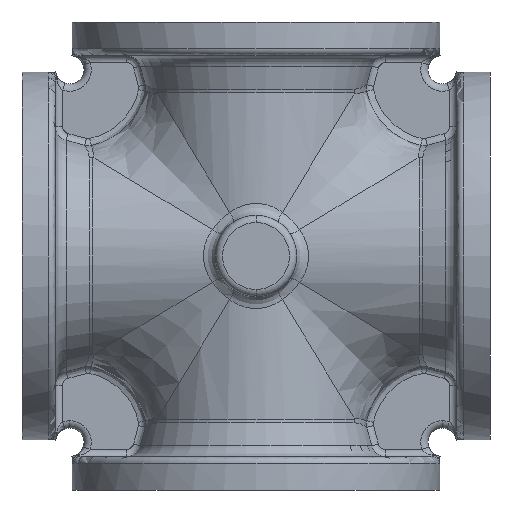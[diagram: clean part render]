
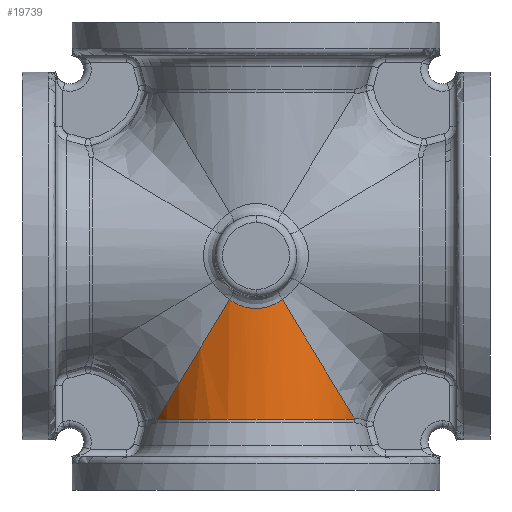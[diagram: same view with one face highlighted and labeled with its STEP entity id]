
A CAD part, front view. The second image highlights one B-rep face of the part: STEP entity #19739.
In plain terms, the highlighted cylindrical face has radius 46 mm (diameter 92 mm), a partial arc.
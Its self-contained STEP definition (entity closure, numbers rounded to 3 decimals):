
#6052 = CARTESIAN_POINT ( 'NONE',  ( 41.329, -20.198, -68.282 ) ) ;
#6154 = CARTESIAN_POINT ( 'NONE',  ( -11.057, -44.651, -18.268 ) ) ;
#6157 = CARTESIAN_POINT ( 'NONE',  ( -41.329, -20.198, -68.282 ) ) ;
#6168 = CARTESIAN_POINT ( 'NONE',  ( 11.057, -44.651, -18.268 ) ) ;
#11301 = CIRCLE ( 'NONE', #18044, 46. ) ;
#11555 = FACE_OUTER_BOUND ( 'NONE', #28422, .T. ) ;
#11556 = CYLINDRICAL_SURFACE ( 'NONE', #18204, 46. ) ;
#17022 = EDGE_CURVE ( 'NONE', #31898, #31906, #17185, .T. ) ;
#17073 = EDGE_CURVE ( 'NONE', #31596, #31933, #17188, .T. ) ;
#17091 = EDGE_CURVE ( 'NONE', #31906, #31596, #11301, .T. ) ;
#17092 = EDGE_CURVE ( 'NONE', #31933, #31898, #23354, .T. ) ;
#17185 =( BOUNDED_CURVE ( )  B_SPLINE_CURVE ( 3, ( #37190, #37205, #37206, #37207 ),
 .UNSPECIFIED., .F., .T. ) 
 B_SPLINE_CURVE_WITH_KNOTS ( ( 4, 4 ),
 ( 1.814, 2.687 ),
 .UNSPECIFIED. ) 
 CURVE ( )  GEOMETRIC_REPRESENTATION_ITEM ( )  RATIONAL_B_SPLINE_CURVE ( ( 1., 0.937, 0.937, 1. ) ) 
 REPRESENTATION_ITEM ( '' )  );
#17188 =( BOUNDED_CURVE ( )  B_SPLINE_CURVE ( 3, ( #37498, #37519, #37520, #37521 ),
 .UNSPECIFIED., .F., .T. ) 
 B_SPLINE_CURVE_WITH_KNOTS ( ( 4, 4 ),
 ( 3.596, 4.47 ),
 .UNSPECIFIED. ) 
 CURVE ( )  GEOMETRIC_REPRESENTATION_ITEM ( )  RATIONAL_B_SPLINE_CURVE ( ( 1., 0.937, 0.937, 1. ) ) 
 REPRESENTATION_ITEM ( '' )  );
#18044 = AXIS2_PLACEMENT_3D ( 'NONE', #37679, #37697, #37698 ) ;
#18204 = AXIS2_PLACEMENT_3D ( 'NONE', #19337, #19336, #19203 ) ;
#19203 = DIRECTION ( 'NONE',  ( 1., 0., 0. ) ) ;
#19336 = DIRECTION ( 'NONE',  ( 0., 0., 1. ) ) ;
#19337 = CARTESIAN_POINT ( 'NONE',  ( 0., 0., -101. ) ) ;
#19739 = ADVANCED_FACE ( 'NONE', ( #11555 ), #11556, .T. ) ;
#23354 = B_SPLINE_CURVE_WITH_KNOTS ( 'NONE', 3,
 ( #37696, #37701, #37702, #37703, #37704, #37705, #37706, #37707, #37708, #37709, #37710, #37711, #37712, #37713, #37714, #37715, #37716, #37717, #37718, #37719, #37720, #37721 ),
 .UNSPECIFIED., .F., .F.,
 ( 4, 2, 2, 2, 2, 2, 2, 2, 2, 2, 4 ),
 ( 0., 0.003, 0.006, 0.007, 0.009, 0.012, 0.013, 0.015, 0.018, 0.021, 0.024 ),
 .UNSPECIFIED. ) ;
#28398 = ORIENTED_EDGE ( 'NONE', *, *, #17022, .T. ) ;
#28401 = ORIENTED_EDGE ( 'NONE', *, *, #17091, .T. ) ;
#28403 = ORIENTED_EDGE ( 'NONE', *, *, #17073, .T. ) ;
#28406 = ORIENTED_EDGE ( 'NONE', *, *, #17092, .T. ) ;
#28422 = EDGE_LOOP ( 'NONE', ( #28398, #28401, #28403, #28406 ) ) ;
#31596 = VERTEX_POINT ( 'NONE', #6052 ) ;
#31898 = VERTEX_POINT ( 'NONE', #6154 ) ;
#31906 = VERTEX_POINT ( 'NONE', #6157 ) ;
#31933 = VERTEX_POINT ( 'NONE', #6168 ) ;
#37190 = CARTESIAN_POINT ( 'NONE',  ( -11.057, -44.651, -18.268 ) ) ;
#37205 = CARTESIAN_POINT ( 'NONE',  ( -24.489, -41.325, -40.46 ) ) ;
#37206 = CARTESIAN_POINT ( 'NONE',  ( -35.253, -32.63, -58.244 ) ) ;
#37207 = CARTESIAN_POINT ( 'NONE',  ( -41.329, -20.198, -68.282 ) ) ;
#37498 = CARTESIAN_POINT ( 'NONE',  ( 41.329, -20.198, -68.282 ) ) ;
#37519 = CARTESIAN_POINT ( 'NONE',  ( 35.253, -32.63, -58.244 ) ) ;
#37520 = CARTESIAN_POINT ( 'NONE',  ( 24.489, -41.325, -40.46 ) ) ;
#37521 = CARTESIAN_POINT ( 'NONE',  ( 11.057, -44.651, -18.268 ) ) ;
#37679 = CARTESIAN_POINT ( 'NONE',  ( 0., 0., -68.282 ) ) ;
#37696 = CARTESIAN_POINT ( 'NONE',  ( 11.057, -44.651, -18.268 ) ) ;
#37697 = DIRECTION ( 'NONE',  ( 0., 0., 1. ) ) ;
#37698 = DIRECTION ( 'NONE',  ( 1., 0., 0. ) ) ;
#37701 = CARTESIAN_POINT ( 'NONE',  ( 10.265, -44.847, -18.857 ) ) ;
#37702 = CARTESIAN_POINT ( 'NONE',  ( 9.438, -45.03, -19.381 ) ) ;
#37703 = CARTESIAN_POINT ( 'NONE',  ( 7.711, -45.358, -20.299 ) ) ;
#37704 = CARTESIAN_POINT ( 'NONE',  ( 6.81, -45.503, -20.692 ) ) ;
#37705 = CARTESIAN_POINT ( 'NONE',  ( 5.4, -45.684, -21.177 ) ) ;
#37706 = CARTESIAN_POINT ( 'NONE',  ( 4.918, -45.739, -21.321 ) ) ;
#37707 = CARTESIAN_POINT ( 'NONE',  ( 3.954, -45.832, -21.566 ) ) ;
#37708 = CARTESIAN_POINT ( 'NONE',  ( 3.469, -45.872, -21.668 ) ) ;
#37709 = CARTESIAN_POINT ( 'NONE',  ( 2.007, -45.967, -21.915 ) ) ;
#37710 = CARTESIAN_POINT ( 'NONE',  ( 1.021, -45.999, -21.999 ) ) ;
#37711 = CARTESIAN_POINT ( 'NONE',  ( -0.475, -46., -22.001 ) ) ;
#37712 = CARTESIAN_POINT ( 'NONE',  ( -0.979, -45.992, -21.98 ) ) ;
#37713 = CARTESIAN_POINT ( 'NONE',  ( -1.98, -45.96, -21.897 ) ) ;
#37714 = CARTESIAN_POINT ( 'NONE',  ( -2.474, -45.936, -21.835 ) ) ;
#37715 = CARTESIAN_POINT ( 'NONE',  ( -3.942, -45.841, -21.589 ) ) ;
#37716 = CARTESIAN_POINT ( 'NONE',  ( -4.899, -45.748, -21.347 ) ) ;
#37717 = CARTESIAN_POINT ( 'NONE',  ( -6.771, -45.509, -20.708 ) ) ;
#37718 = CARTESIAN_POINT ( 'NONE',  ( -7.691, -45.361, -20.309 ) ) ;
#37719 = CARTESIAN_POINT ( 'NONE',  ( -9.434, -45.031, -19.384 ) ) ;
#37720 = CARTESIAN_POINT ( 'NONE',  ( -10.265, -44.848, -18.857 ) ) ;
#37721 = CARTESIAN_POINT ( 'NONE',  ( -11.057, -44.651, -18.268 ) ) ;
